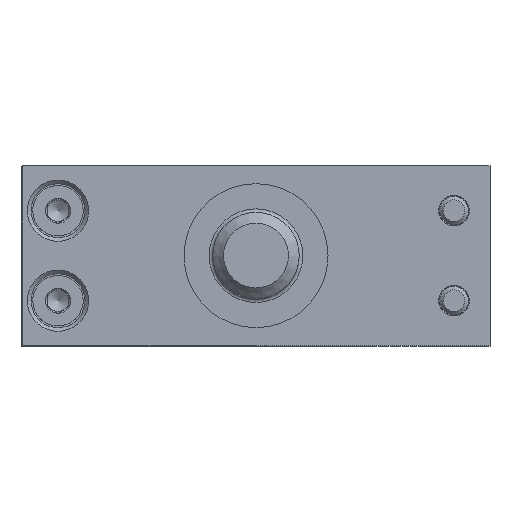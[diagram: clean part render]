
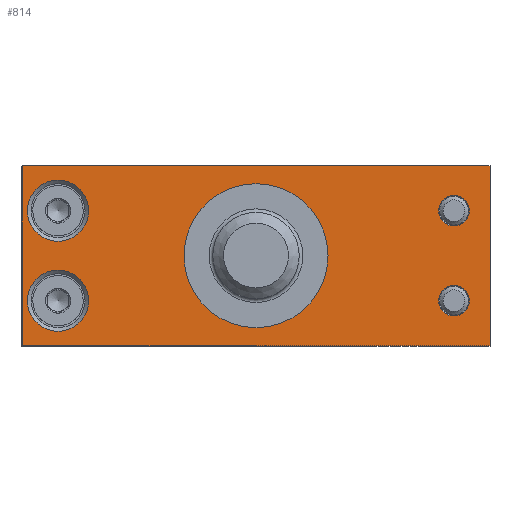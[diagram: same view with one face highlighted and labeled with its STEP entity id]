
A CAD part, top view. The second image highlights one B-rep face of the part: STEP entity #814.
In plain terms, the highlighted planar face has unit normal (0, 0, 1).
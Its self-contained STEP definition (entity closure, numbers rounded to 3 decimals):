
#160=CARTESIAN_POINT('',(-32.5,-12.5,19.0));
#161=VERTEX_POINT('',#160);
#162=CARTESIAN_POINT('',(-32.5,12.5,19.0));
#163=VERTEX_POINT('',#162);
#164=CARTESIAN_POINT('',(-32.5,-12.5,19.0));
#165=DIRECTION('',(0.0,1.0,0.0));
#166=VECTOR('',#165,25.);
#167=LINE('',#164,#166);
#168=EDGE_CURVE('',#161,#163,#167,.T.);
#251=CARTESIAN_POINT('',(32.5,12.5,19.0));
#252=VERTEX_POINT('',#251);
#253=CARTESIAN_POINT('',(32.5,-12.5,19.0));
#254=VERTEX_POINT('',#253);
#255=CARTESIAN_POINT('',(32.5,12.5,19.0));
#256=DIRECTION('',(0.0,-1.0,0.0));
#257=VECTOR('',#256,25.0);
#258=LINE('',#255,#257);
#259=EDGE_CURVE('',#252,#254,#258,.T.);
#734=CARTESIAN_POINT('',(29.621,6.25,19.0));
#735=VERTEX_POINT('',#734);
#736=CARTESIAN_POINT('',(27.5,6.25,19.0));
#737=DIRECTION('',(0.0,0.0,1.0));
#738=DIRECTION('',(-1.0,0.0,0.0));
#739=AXIS2_PLACEMENT_3D('',#736,#737,#738);
#740=CIRCLE('',#739,2.121);
#741=EDGE_CURVE('',#735,#735,#740,.T.);
#746=CARTESIAN_POINT('',(0.,0.,19.0));
#747=DIRECTION('',(0.0,0.0,1.0));
#748=DIRECTION('',(1.0,0.0,0.0));
#749=AXIS2_PLACEMENT_3D('',#746,#747,#748);
#750=PLANE('',#749);
#751=ORIENTED_EDGE('',*,*,#259,.F.);
#752=CARTESIAN_POINT('',(-32.5,12.5,19.0));
#753=DIRECTION('',(1.0,0.0,0.0));
#754=VECTOR('',#753,65.0);
#755=LINE('',#752,#754);
#756=EDGE_CURVE('',#163,#252,#755,.T.);
#757=ORIENTED_EDGE('',*,*,#756,.F.);
#758=ORIENTED_EDGE('',*,*,#168,.F.);
#759=CARTESIAN_POINT('',(32.5,-12.5,19.0));
#760=DIRECTION('',(-1.0,0.0,0.0));
#761=VECTOR('',#760,65.0);
#762=LINE('',#759,#761);
#763=EDGE_CURVE('',#254,#161,#762,.T.);
#764=ORIENTED_EDGE('',*,*,#763,.F.);
#765=EDGE_LOOP('',(#751,#757,#758,#764));
#766=FACE_OUTER_BOUND('',#765,.T.);
#767=CARTESIAN_POINT('',(-23.25,6.25,19.0));
#768=VERTEX_POINT('',#767);
#769=CARTESIAN_POINT('',(-27.5,6.25,19.0));
#770=DIRECTION('',(0.0,0.0,1.0));
#771=DIRECTION('',(-1.0,0.0,0.0));
#772=AXIS2_PLACEMENT_3D('',#769,#770,#771);
#773=CIRCLE('',#772,4.25);
#774=EDGE_CURVE('',#768,#768,#773,.T.);
#775=ORIENTED_EDGE('',*,*,#774,.F.);
#776=EDGE_LOOP('',(#775));
#777=FACE_BOUND('',#776,.T.);
#778=CARTESIAN_POINT('',(6.5,0.,19.0));
#779=VERTEX_POINT('',#778);
#780=CARTESIAN_POINT('',(0.0,0.0,19.0));
#781=DIRECTION('',(0.0,0.0,1.0));
#782=DIRECTION('',(-1.0,0.0,0.0));
#783=AXIS2_PLACEMENT_3D('',#780,#781,#782);
#784=CIRCLE('',#783,6.5);
#785=EDGE_CURVE('',#779,#779,#784,.T.);
#786=ORIENTED_EDGE('',*,*,#785,.F.);
#787=EDGE_LOOP('',(#786));
#788=FACE_BOUND('',#787,.T.);
#789=CARTESIAN_POINT('',(-23.25,-6.25,19.0));
#790=VERTEX_POINT('',#789);
#791=CARTESIAN_POINT('',(-27.5,-6.25,19.0));
#792=DIRECTION('',(0.0,0.0,1.0));
#793=DIRECTION('',(-1.0,0.0,0.0));
#794=AXIS2_PLACEMENT_3D('',#791,#792,#793);
#795=CIRCLE('',#794,4.25);
#796=EDGE_CURVE('',#790,#790,#795,.T.);
#797=ORIENTED_EDGE('',*,*,#796,.F.);
#798=EDGE_LOOP('',(#797));
#799=FACE_BOUND('',#798,.T.);
#800=CARTESIAN_POINT('',(29.621,-6.25,19.0));
#801=VERTEX_POINT('',#800);
#802=CARTESIAN_POINT('',(27.5,-6.25,19.0));
#803=DIRECTION('',(0.0,0.0,1.0));
#804=DIRECTION('',(-1.0,0.0,0.0));
#805=AXIS2_PLACEMENT_3D('',#802,#803,#804);
#806=CIRCLE('',#805,2.121);
#807=EDGE_CURVE('',#801,#801,#806,.T.);
#808=ORIENTED_EDGE('',*,*,#807,.F.);
#809=EDGE_LOOP('',(#808));
#810=FACE_BOUND('',#809,.T.);
#811=ORIENTED_EDGE('',*,*,#741,.F.);
#812=EDGE_LOOP('',(#811));
#813=FACE_BOUND('',#812,.T.);
#814=ADVANCED_FACE('',(#766,#777,#788,#799,#810,#813),#750,.T.);
